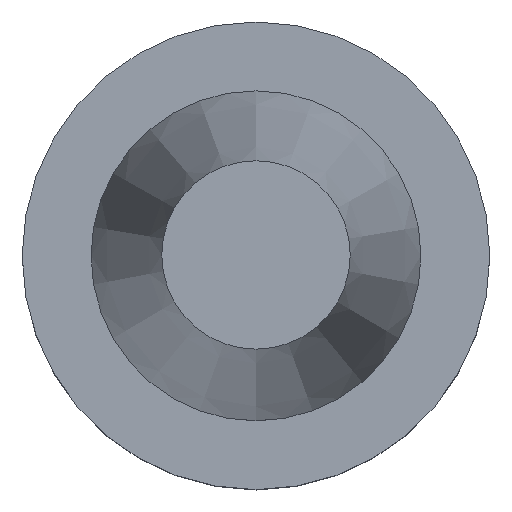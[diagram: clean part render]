
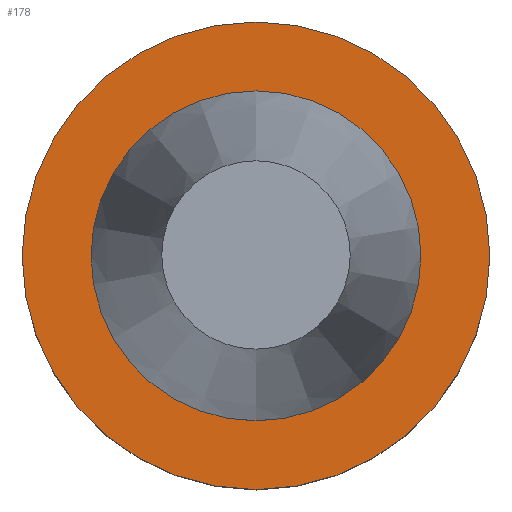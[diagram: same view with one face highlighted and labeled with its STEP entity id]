
A CAD part, top view. The second image highlights one B-rep face of the part: STEP entity #178.
In plain terms, the highlighted planar face has unit normal (0, 0, 1).
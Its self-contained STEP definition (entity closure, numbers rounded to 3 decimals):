
#109=EDGE_CURVE('Unnamed[1]',#251,#251,#252,.T.);
#156=EDGE_CURVE('Unnamed[1]',#323,#323,#324,.T.);
#178=ADVANCED_FACE('Unnamed[1]',(#358,#359),#360,.T.);
#251=VERTEX_POINT('',#438);
#252=CIRCLE('',#439,31.5);
#323=VERTEX_POINT('',#529);
#324=CIRCLE('',#530,22.225);
#358=FACE_OUTER_BOUND('',#572,.T.);
#359=FACE_BOUND('',#573,.T.);
#360=PLANE('',#574);
#438=CARTESIAN_POINT('',(0.,31.5,-1.));
#439=AXIS2_PLACEMENT_3D('',#632,#633,#634);
#529=CARTESIAN_POINT('',(0.,22.225,-1.));
#530=AXIS2_PLACEMENT_3D('',#713,#714,#715);
#572=EDGE_LOOP('',(#753));
#573=EDGE_LOOP('',(#754));
#574=AXIS2_PLACEMENT_3D('',#755,#756,#757);
#632=CARTESIAN_POINT('',(0.,0.,-1.));
#633=DIRECTION('',(0.,0.,-1.0));
#634=DIRECTION('',(0.,1.0,0.));
#713=CARTESIAN_POINT('',(0.,0.,-1.));
#714=DIRECTION('',(0.,0.,-1.0));
#715=DIRECTION('',(0.,1.0,0.));
#753=ORIENTED_EDGE('',*,*,#109,.F.);
#754=ORIENTED_EDGE('',*,*,#156,.T.);
#755=CARTESIAN_POINT('',(0.,26.862,-1.));
#756=DIRECTION('',(0.,0.,1.0));
#757=DIRECTION('',(0.,-1.0,0.));
